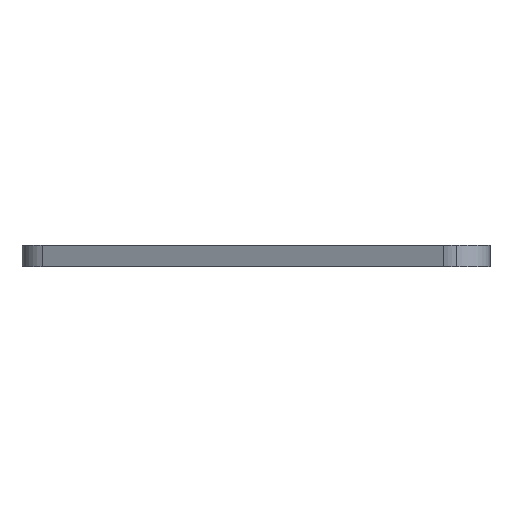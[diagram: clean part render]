
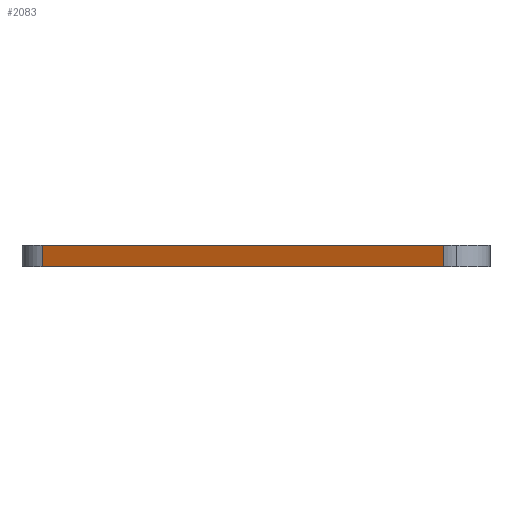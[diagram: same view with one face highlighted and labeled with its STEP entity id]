
A CAD part, left-side view. The second image highlights one B-rep face of the part: STEP entity #2083.
In plain terms, the highlighted planar face has unit normal (-0.919, 0.394, 0).
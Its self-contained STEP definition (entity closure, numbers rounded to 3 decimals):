
#131 = EDGE_CURVE ( 'NONE', #1562, #2013, #2070, .T. ) ;
#166 = EDGE_CURVE ( 'NONE', #322, #1562, #2784, .T. ) ;
#169 = CARTESIAN_POINT ( 'NONE',  ( -271.08, 368.94, 0. ) ) ;
#179 = DIRECTION ( 'NONE',  ( 0.919, -0.394, 0. ) ) ;
#223 = VECTOR ( 'NONE', #1653, 1000. ) ;
#322 = VERTEX_POINT ( 'NONE', #169 ) ;
#369 = CARTESIAN_POINT ( 'NONE',  ( -322.525, 248.94, 0. ) ) ;
#396 = CARTESIAN_POINT ( 'NONE',  ( -271.08, 368.94, 6.35 ) ) ;
#491 = LINE ( 'NONE', #1605, #1807 ) ;
#504 = ORIENTED_EDGE ( 'NONE', *, *, #2651, .T. ) ;
#860 = CARTESIAN_POINT ( 'NONE',  ( -268.482, 375., 6.35 ) ) ;
#920 = CARTESIAN_POINT ( 'NONE',  ( -322.525, 248.94, 6.35 ) ) ;
#1110 = VECTOR ( 'NONE', #1967, 1000. ) ;
#1221 = CARTESIAN_POINT ( 'NONE',  ( -271.08, 368.94, 6.35 ) ) ;
#1269 = VECTOR ( 'NONE', #2570, 1000. ) ;
#1302 = LINE ( 'NONE', #396, #1110 ) ;
#1336 = AXIS2_PLACEMENT_3D ( 'NONE', #860, #179, #2721 ) ;
#1402 = CARTESIAN_POINT ( 'NONE',  ( -322.525, 248.94, 6.35 ) ) ;
#1562 = VERTEX_POINT ( 'NONE', #369 ) ;
#1570 = ORIENTED_EDGE ( 'NONE', *, *, #2142, .F. ) ;
#1605 = CARTESIAN_POINT ( 'NONE',  ( -268.482, 375., 6.35 ) ) ;
#1609 = ORIENTED_EDGE ( 'NONE', *, *, #131, .T. ) ;
#1653 = DIRECTION ( 'NONE',  ( 0., 0., 1. ) ) ;
#1746 = EDGE_LOOP ( 'NONE', ( #2438, #1609, #1570, #504 ) ) ;
#1771 = FACE_OUTER_BOUND ( 'NONE', #1746, .T. ) ;
#1807 = VECTOR ( 'NONE', #2063, 1000. ) ;
#1967 = DIRECTION ( 'NONE',  ( 0., 0., -1. ) ) ;
#2013 = VERTEX_POINT ( 'NONE', #920 ) ;
#2063 = DIRECTION ( 'NONE',  ( -0.394, -0.919, 0. ) ) ;
#2070 = LINE ( 'NONE', #1402, #223 ) ;
#2083 = ADVANCED_FACE ( 'NONE', ( #1771 ), #2477, .F. ) ;
#2142 = EDGE_CURVE ( 'NONE', #2285, #2013, #491, .T. ) ;
#2285 = VERTEX_POINT ( 'NONE', #1221 ) ;
#2438 = ORIENTED_EDGE ( 'NONE', *, *, #166, .T. ) ;
#2477 = PLANE ( 'NONE',  #1336 ) ;
#2570 = DIRECTION ( 'NONE',  ( -0.394, -0.919, 0. ) ) ;
#2582 = CARTESIAN_POINT ( 'NONE',  ( -268.482, 375., 0. ) ) ;
#2651 = EDGE_CURVE ( 'NONE', #2285, #322, #1302, .T. ) ;
#2721 = DIRECTION ( 'NONE',  ( 0.394, 0.919, 0. ) ) ;
#2784 = LINE ( 'NONE', #2582, #1269 ) ;
